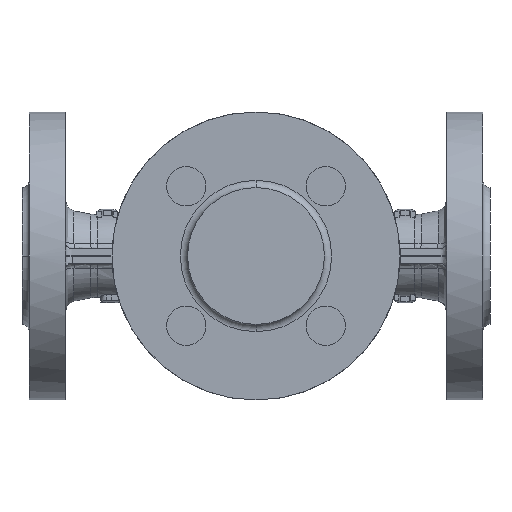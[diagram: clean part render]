
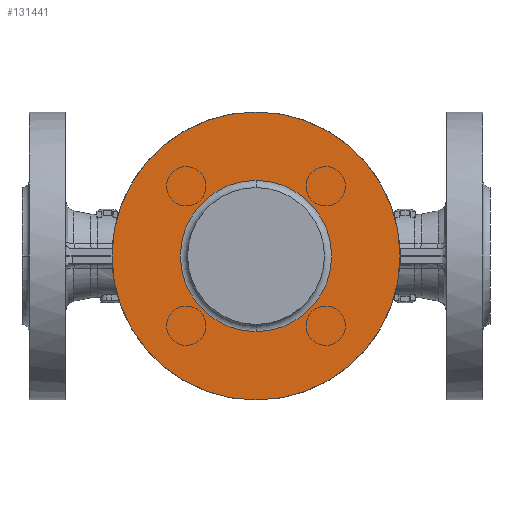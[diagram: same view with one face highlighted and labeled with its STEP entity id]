
A CAD part, front view. The second image highlights one B-rep face of the part: STEP entity #131441.
In plain terms, the highlighted planar face has unit normal (0, -1, 0).
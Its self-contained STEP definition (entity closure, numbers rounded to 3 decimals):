
#24121 = CARTESIAN_POINT ( 'NONE',  ( 0., -63.161, -21.063 ) ) ;
#47635 = CARTESIAN_POINT ( 'NONE',  ( 0., -63.161, 0. ) ) ;
#47636 = DIRECTION ( 'NONE',  ( 0., 1., 0. ) ) ;
#47637 = DIRECTION ( 'NONE',  ( 0., 0., -1. ) ) ;
#47791 = EDGE_CURVE ( 'NONE', #108139, #107982, #59782, .T. ) ;
#49549 = EDGE_LOOP ( 'NONE', ( #169266, #169268 ) ) ;
#49571 = EDGE_LOOP ( 'NONE', ( #169270, #169272 ) ) ;
#50138 = EDGE_CURVE ( 'NONE', #71901, #71158, #54824, .T. ) ;
#54824 = CIRCLE ( 'NONE', #54883, 21.063 ) ;
#54883 = AXIS2_PLACEMENT_3D ( 'NONE', #47635, #47636, #47637 ) ;
#59782 = CIRCLE ( 'NONE', #59788, 40.12 ) ;
#59788 = AXIS2_PLACEMENT_3D ( 'NONE', #158608, #158610, #158612 ) ;
#69684 = AXIS2_PLACEMENT_3D ( 'NONE', #71018, #71022, #71026 ) ;
#69777 = CIRCLE ( 'NONE', #69684, 21.063 ) ;
#71018 = CARTESIAN_POINT ( 'NONE',  ( 0., -63.161, 0. ) ) ;
#71022 = DIRECTION ( 'NONE',  ( 0., 1., 0. ) ) ;
#71026 = DIRECTION ( 'NONE',  ( 0., 0., -1. ) ) ;
#71158 = VERTEX_POINT ( 'NONE', #24121 ) ;
#71453 = AXIS2_PLACEMENT_3D ( 'NONE', #158177, #158193, #158194 ) ;
#71901 = VERTEX_POINT ( 'NONE', #183375 ) ;
#72004 = CIRCLE ( 'NONE', #72041, 40.12 ) ;
#72041 = AXIS2_PLACEMENT_3D ( 'NONE', #110981, #110983, #110985 ) ;
#107982 = VERTEX_POINT ( 'NONE', #184507 ) ;
#108139 = VERTEX_POINT ( 'NONE', #184832 ) ;
#110981 = CARTESIAN_POINT ( 'NONE',  ( 0., -63.161, 0. ) ) ;
#110983 = DIRECTION ( 'NONE',  ( 0., 1., 0. ) ) ;
#110985 = DIRECTION ( 'NONE',  ( 0., 0., 1. ) ) ;
#130772 = EDGE_CURVE ( 'NONE', #71158, #71901, #69777, .T. ) ;
#131441 = ADVANCED_FACE ( 'NONE', ( #158188, #158181 ), #158192, .T. ) ;
#131738 = EDGE_CURVE ( 'NONE', #107982, #108139, #72004, .T. ) ;
#158177 = CARTESIAN_POINT ( 'NONE',  ( -40.12, -63.161, 0. ) ) ;
#158181 = FACE_OUTER_BOUND ( 'NONE', #49571, .T. ) ;
#158188 = FACE_BOUND ( 'NONE', #49549, .T. ) ;
#158192 = PLANE ( 'NONE',  #71453 ) ;
#158193 = DIRECTION ( 'NONE',  ( 0., -1., 0. ) ) ;
#158194 = DIRECTION ( 'NONE',  ( 0., 0., -1. ) ) ;
#158608 = CARTESIAN_POINT ( 'NONE',  ( 0., -63.161, 0. ) ) ;
#158610 = DIRECTION ( 'NONE',  ( 0., 1., 0. ) ) ;
#158612 = DIRECTION ( 'NONE',  ( 0., 0., 1. ) ) ;
#169266 = ORIENTED_EDGE ( 'NONE', *, *, #130772, .T. ) ;
#169268 = ORIENTED_EDGE ( 'NONE', *, *, #50138, .T. ) ;
#169270 = ORIENTED_EDGE ( 'NONE', *, *, #131738, .F. ) ;
#169272 = ORIENTED_EDGE ( 'NONE', *, *, #47791, .F. ) ;
#183375 = CARTESIAN_POINT ( 'NONE',  ( 0., -63.161, 21.063 ) ) ;
#184507 = CARTESIAN_POINT ( 'NONE',  ( 0., -63.161, 40.12 ) ) ;
#184832 = CARTESIAN_POINT ( 'NONE',  ( 0., -63.161, -40.12 ) ) ;
